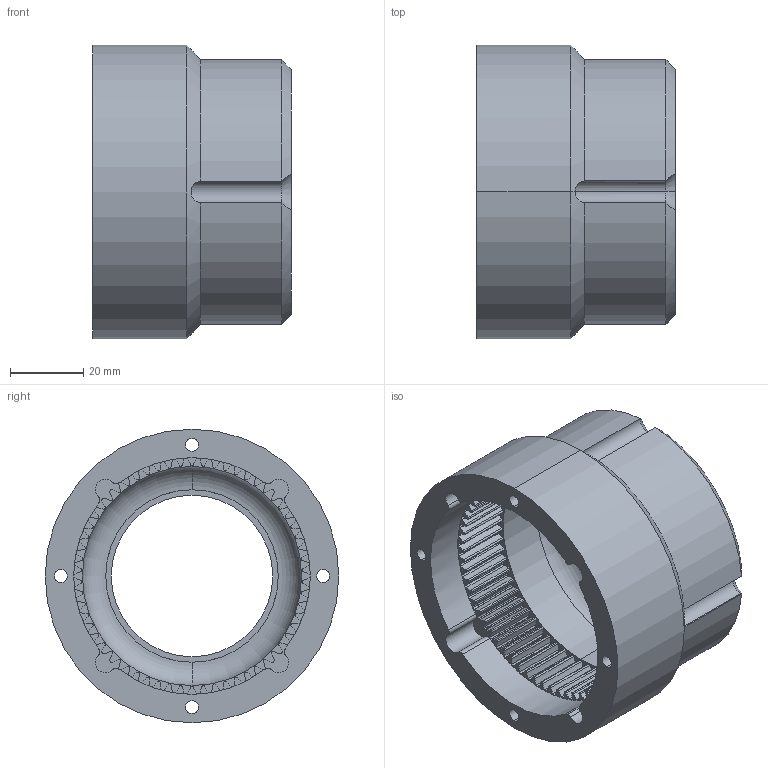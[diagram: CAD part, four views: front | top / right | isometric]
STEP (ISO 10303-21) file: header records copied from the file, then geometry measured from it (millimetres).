
FILE_DESCRIPTION (( 'STEP AP214' ), '1' );
FILE_NAME ('Outer Gear Housing.STEP', '2025-01-26T01:00:21', ( '' ), ( '' ), 'SwSTEP 2.0', 'SolidWorks 2024', '' );
FILE_SCHEMA (( 'AUTOMOTIVE_DESIGN' ));
Length unit declared in the file: millimetre
Products named in the file (1): Outer Gear Housing
Bounding box: 54.09 x 80 x 80 mm (x, y, z)
Volume: 94882.2 mm3; surface area: 33027.4 mm2
Topology: 1 solids, 1 shells, 555 faces, 1635 edges, 1085 vertices
Faces by surface type: cylinder 475, plane 63, cone 15, torus 2
Entity records: 19323 total; most frequent: DIRECTION 3798, CARTESIAN_POINT 3458, ORIENTED_EDGE 3270, EDGE_CURVE 1635, AXIS2_PLACEMENT_3D 1629, VERTEX_POINT 1085, CIRCLE 1073, EDGE_LOOP 568
